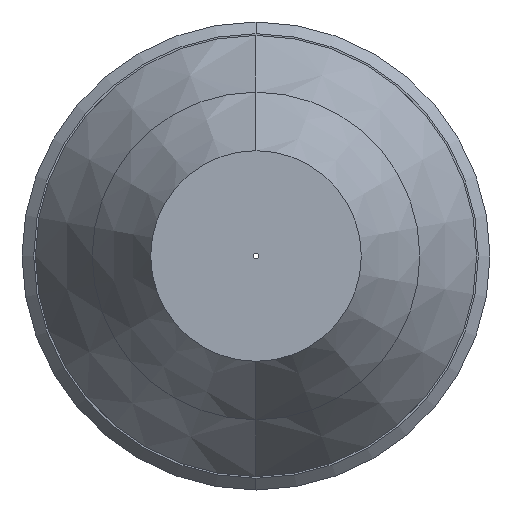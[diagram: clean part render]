
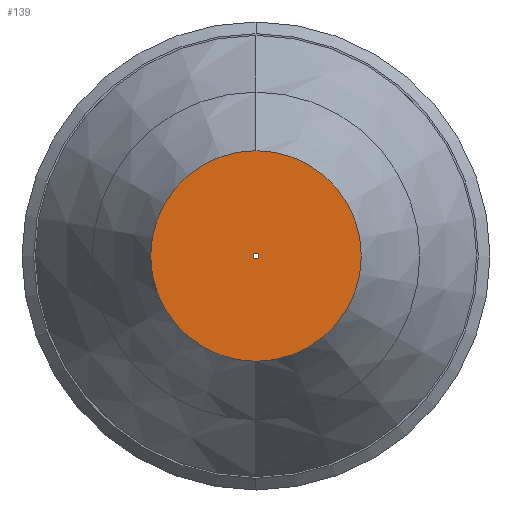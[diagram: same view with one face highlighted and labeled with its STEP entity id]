
A CAD part, left-side view. The second image highlights one B-rep face of the part: STEP entity #139.
In plain terms, the highlighted planar face has unit normal (-1, 0, 0).
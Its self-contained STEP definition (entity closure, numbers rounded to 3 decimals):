
#9 = PLANE ( 'NONE',  #131 ) ;
#107 = CARTESIAN_POINT ( 'NONE',  ( -0.1, 0., -9. ) ) ;
#131 = AXIS2_PLACEMENT_3D ( 'NONE', #604, #1610, #418 ) ;
#139 = ADVANCED_FACE ( 'NONE', ( #1175, #1480 ), #9, .F. ) ;
#224 = CIRCLE ( 'NONE', #1803, 9. ) ;
#331 = EDGE_CURVE ( 'NONE', #1527, #1329, #1092, .T. ) ;
#392 = CIRCLE ( 'NONE', #579, 9. ) ;
#398 = CARTESIAN_POINT ( 'NONE',  ( -0.1, 0., 0. ) ) ;
#418 = DIRECTION ( 'NONE',  ( 0., 0., -1. ) ) ;
#488 = EDGE_CURVE ( 'NONE', #964, #860, #224, .T. ) ;
#544 = AXIS2_PLACEMENT_3D ( 'NONE', #1800, #1641, #1045 ) ;
#579 = AXIS2_PLACEMENT_3D ( 'NONE', #1490, #1795, #1047 ) ;
#604 = CARTESIAN_POINT ( 'NONE',  ( -0.1, 0.25, 0. ) ) ;
#663 = ORIENTED_EDGE ( 'NONE', *, *, #488, .T. ) ;
#697 = ORIENTED_EDGE ( 'NONE', *, *, #331, .F. ) ;
#860 = VERTEX_POINT ( 'NONE', #107 ) ;
#879 = CARTESIAN_POINT ( 'NONE',  ( -0.1, 0., 0. ) ) ;
#891 = EDGE_LOOP ( 'NONE', ( #1475, #663 ) ) ;
#892 = DIRECTION ( 'NONE',  ( 0., 0., 1. ) ) ;
#903 = ORIENTED_EDGE ( 'NONE', *, *, #1470, .F. ) ;
#957 = DIRECTION ( 'NONE',  ( 0., 0., 1. ) ) ;
#964 = VERTEX_POINT ( 'NONE', #1306 ) ;
#983 = DIRECTION ( 'NONE',  ( -1., 0., 0. ) ) ;
#1025 = EDGE_CURVE ( 'NONE', #860, #964, #392, .T. ) ;
#1045 = DIRECTION ( 'NONE',  ( 0., 0., 1. ) ) ;
#1047 = DIRECTION ( 'NONE',  ( 0., 0., 1. ) ) ;
#1092 = CIRCLE ( 'NONE', #1251, 0.25 ) ;
#1175 = FACE_BOUND ( 'NONE', #1672, .T. ) ;
#1251 = AXIS2_PLACEMENT_3D ( 'NONE', #398, #983, #957 ) ;
#1284 = CIRCLE ( 'NONE', #544, 0.25 ) ;
#1306 = CARTESIAN_POINT ( 'NONE',  ( -0.1, 0., 9. ) ) ;
#1329 = VERTEX_POINT ( 'NONE', #1467 ) ;
#1467 = CARTESIAN_POINT ( 'NONE',  ( -0.1, 0., -0.25 ) ) ;
#1470 = EDGE_CURVE ( 'NONE', #1329, #1527, #1284, .T. ) ;
#1475 = ORIENTED_EDGE ( 'NONE', *, *, #1025, .T. ) ;
#1480 = FACE_OUTER_BOUND ( 'NONE', #891, .T. ) ;
#1490 = CARTESIAN_POINT ( 'NONE',  ( -0.1, 0., 0. ) ) ;
#1527 = VERTEX_POINT ( 'NONE', #1813 ) ;
#1610 = DIRECTION ( 'NONE',  ( 1., 0., 0. ) ) ;
#1641 = DIRECTION ( 'NONE',  ( -1., 0., 0. ) ) ;
#1672 = EDGE_LOOP ( 'NONE', ( #697, #903 ) ) ;
#1751 = DIRECTION ( 'NONE',  ( -1., 0., 0. ) ) ;
#1795 = DIRECTION ( 'NONE',  ( -1., 0., 0. ) ) ;
#1800 = CARTESIAN_POINT ( 'NONE',  ( -0.1, 0., 0. ) ) ;
#1803 = AXIS2_PLACEMENT_3D ( 'NONE', #879, #1751, #892 ) ;
#1813 = CARTESIAN_POINT ( 'NONE',  ( -0.1, 0., 0.25 ) ) ;
